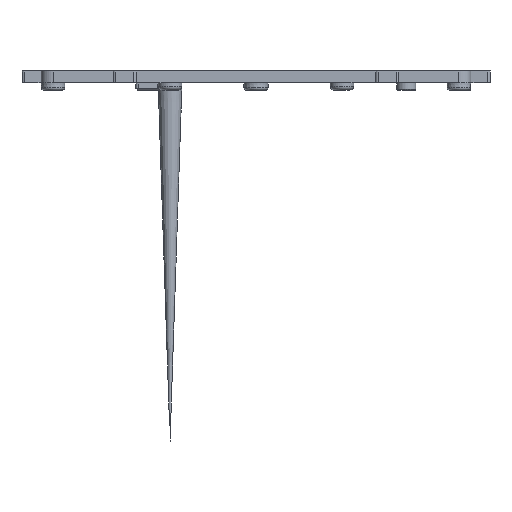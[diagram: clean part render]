
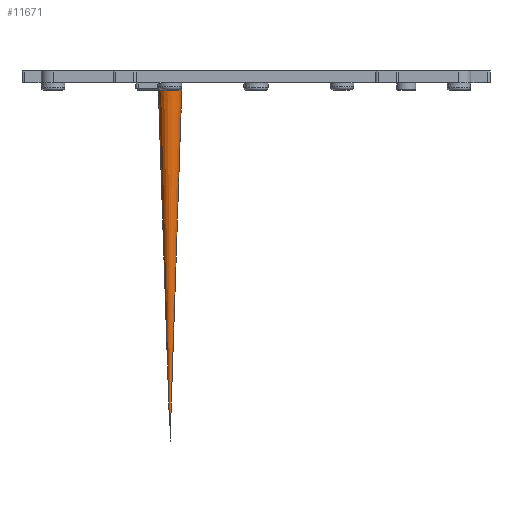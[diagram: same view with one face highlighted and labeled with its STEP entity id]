
A CAD part, front view. The second image highlights one B-rep face of the part: STEP entity #11671.
In plain terms, the highlighted conical face has half-angle 1.909 degrees and reference radius 4.9 mm.
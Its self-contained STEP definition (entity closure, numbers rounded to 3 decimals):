
#32 = PLANE('',#33);
#33 = AXIS2_PLACEMENT_3D('',#34,#35,#36);
#34 = CARTESIAN_POINT('',(0.,0.,-5.));
#35 = DIRECTION('',(-0.,-0.,-1.));
#36 = DIRECTION('',(0.,-1.,0.));
#1775 = VERTEX_POINT('',#1776);
#1776 = CARTESIAN_POINT('',(-36.,90.,-5.));
#3959 = EDGE_CURVE('',#1775,#3960,#3962,.T.);
#3960 = VERTEX_POINT('',#3961);
#3961 = CARTESIAN_POINT('',(-31.,85.,-5.));
#3962 = SURFACE_CURVE('',#3963,(#3968,#3975),.PCURVE_S1.);
#3963 = CIRCLE('',#3964,5.);
#3964 = AXIS2_PLACEMENT_3D('',#3965,#3966,#3967);
#3965 = CARTESIAN_POINT('',(-36.,85.,-5.));
#3966 = DIRECTION('',(0.,0.,-1.));
#3967 = DIRECTION('',(1.,0.,0.));
#3968 = PCURVE('',#32,#3969);
#3969 = DEFINITIONAL_REPRESENTATION('',(#3970),#3974);
#3970 = CIRCLE('',#3971,5.);
#3971 = AXIS2_PLACEMENT_2D('',#3972,#3973);
#3972 = CARTESIAN_POINT('',(-85.,36.));
#3973 = DIRECTION('',(0.,-1.));
#3974 = ( GEOMETRIC_REPRESENTATION_CONTEXT(2) 
PARAMETRIC_REPRESENTATION_CONTEXT() REPRESENTATION_CONTEXT('2D SPACE',''
  ) );
#3975 = PCURVE('',#3976,#3981);
#3976 = CONICAL_SURFACE('',#3977,4.9,0.033);
#3977 = AXIS2_PLACEMENT_3D('',#3978,#3979,#3980);
#3978 = CARTESIAN_POINT('',(-36.,85.,-8.));
#3979 = DIRECTION('',(0.,0.,1.));
#3980 = DIRECTION('',(1.,0.,0.));
#3981 = DEFINITIONAL_REPRESENTATION('',(#3982),#3986);
#3982 = LINE('',#3983,#3984);
#3983 = CARTESIAN_POINT('',(-0.,3.));
#3984 = VECTOR('',#3985,1.);
#3985 = DIRECTION('',(-1.,0.));
#3986 = ( GEOMETRIC_REPRESENTATION_CONTEXT(2) 
PARAMETRIC_REPRESENTATION_CONTEXT() REPRESENTATION_CONTEXT('2D SPACE',''
  ) );
#3988 = EDGE_CURVE('',#1775,#3960,#3989,.T.);
#3989 = SURFACE_CURVE('',#3990,(#3995,#4002),.PCURVE_S1.);
#3990 = CIRCLE('',#3991,5.);
#3991 = AXIS2_PLACEMENT_3D('',#3992,#3993,#3994);
#3992 = CARTESIAN_POINT('',(-36.,85.,-5.));
#3993 = DIRECTION('',(0.,0.,-1.));
#3994 = DIRECTION('',(1.,0.,0.));
#3995 = PCURVE('',#32,#3996);
#3996 = DEFINITIONAL_REPRESENTATION('',(#3997),#4001);
#3997 = CIRCLE('',#3998,5.);
#3998 = AXIS2_PLACEMENT_2D('',#3999,#4000);
#3999 = CARTESIAN_POINT('',(-85.,36.));
#4000 = DIRECTION('',(0.,-1.));
#4001 = ( GEOMETRIC_REPRESENTATION_CONTEXT(2) 
PARAMETRIC_REPRESENTATION_CONTEXT() REPRESENTATION_CONTEXT('2D SPACE',''
  ) );
#4002 = PCURVE('',#3976,#4003);
#4003 = DEFINITIONAL_REPRESENTATION('',(#4004),#4008);
#4004 = LINE('',#4005,#4006);
#4005 = CARTESIAN_POINT('',(-0.,3.));
#4006 = VECTOR('',#4007,1.);
#4007 = DIRECTION('',(-1.,0.));
#4008 = ( GEOMETRIC_REPRESENTATION_CONTEXT(2) 
PARAMETRIC_REPRESENTATION_CONTEXT() REPRESENTATION_CONTEXT('2D SPACE',''
  ) );
#11671 = ADVANCED_FACE('',(#11672),#3976,.T.);
#11672 = FACE_BOUND('',#11673,.F.);
#11673 = EDGE_LOOP('',(#11674,#11703,#11724,#11725,#11726));
#11674 = ORIENTED_EDGE('',*,*,#11675,.T.);
#11675 = EDGE_CURVE('',#11676,#11676,#11678,.T.);
#11676 = VERTEX_POINT('',#11677);
#11677 = CARTESIAN_POINT('',(-31.048,85.,-6.453));
#11678 = SURFACE_CURVE('',#11679,(#11684,#11691),.PCURVE_S1.);
#11679 = CIRCLE('',#11680,4.952);
#11680 = AXIS2_PLACEMENT_3D('',#11681,#11682,#11683);
#11681 = CARTESIAN_POINT('',(-36.,85.,-6.453));
#11682 = DIRECTION('',(0.,0.,-1.));
#11683 = DIRECTION('',(1.,0.,0.));
#11684 = PCURVE('',#3976,#11685);
#11685 = DEFINITIONAL_REPRESENTATION('',(#11686),#11690);
#11686 = LINE('',#11687,#11688);
#11687 = CARTESIAN_POINT('',(-0.,1.547));
#11688 = VECTOR('',#11689,1.);
#11689 = DIRECTION('',(-1.,0.));
#11690 = ( GEOMETRIC_REPRESENTATION_CONTEXT(2) 
PARAMETRIC_REPRESENTATION_CONTEXT() REPRESENTATION_CONTEXT('2D SPACE',''
  ) );
#11691 = PCURVE('',#11692,#11697);
#11692 = TOROIDAL_SURFACE('',#11693,3.352,1.6);
#11693 = AXIS2_PLACEMENT_3D('',#11694,#11695,#11696);
#11694 = CARTESIAN_POINT('',(-36.,85.,-6.4));
#11695 = DIRECTION('',(0.,0.,-1.));
#11696 = DIRECTION('',(1.,0.,0.));
#11697 = DEFINITIONAL_REPRESENTATION('',(#11698),#11702);
#11698 = LINE('',#11699,#11700);
#11699 = CARTESIAN_POINT('',(0.,0.033));
#11700 = VECTOR('',#11701,1.);
#11701 = DIRECTION('',(1.,0.));
#11702 = ( GEOMETRIC_REPRESENTATION_CONTEXT(2) 
PARAMETRIC_REPRESENTATION_CONTEXT() REPRESENTATION_CONTEXT('2D SPACE',''
  ) );
#11703 = ORIENTED_EDGE('',*,*,#11704,.T.);
#11704 = EDGE_CURVE('',#11676,#3960,#11705,.T.);
#11705 = SEAM_CURVE('',#11706,(#11710,#11717),.PCURVE_S1.);
#11706 = LINE('',#11707,#11708);
#11707 = CARTESIAN_POINT('',(-31.1,85.,-8.));
#11708 = VECTOR('',#11709,1.);
#11709 = DIRECTION('',(0.033,0.,0.999));
#11710 = PCURVE('',#3976,#11711);
#11711 = DEFINITIONAL_REPRESENTATION('',(#11712),#11716);
#11712 = LINE('',#11713,#11714);
#11713 = CARTESIAN_POINT('',(-0.,-0.));
#11714 = VECTOR('',#11715,1.);
#11715 = DIRECTION('',(-0.,1.));
#11716 = ( GEOMETRIC_REPRESENTATION_CONTEXT(2) 
PARAMETRIC_REPRESENTATION_CONTEXT() REPRESENTATION_CONTEXT('2D SPACE',''
  ) );
#11717 = PCURVE('',#3976,#11718);
#11718 = DEFINITIONAL_REPRESENTATION('',(#11719),#11723);
#11719 = LINE('',#11720,#11721);
#11720 = CARTESIAN_POINT('',(-6.283,-0.));
#11721 = VECTOR('',#11722,1.);
#11722 = DIRECTION('',(-0.,1.));
#11723 = ( GEOMETRIC_REPRESENTATION_CONTEXT(2) 
PARAMETRIC_REPRESENTATION_CONTEXT() REPRESENTATION_CONTEXT('2D SPACE',''
  ) );
#11724 = ORIENTED_EDGE('',*,*,#3959,.F.);
#11725 = ORIENTED_EDGE('',*,*,#3988,.F.);
#11726 = ORIENTED_EDGE('',*,*,#11704,.F.);
